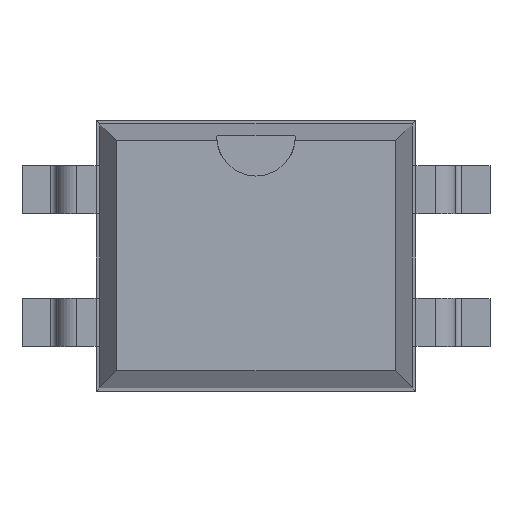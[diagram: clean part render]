
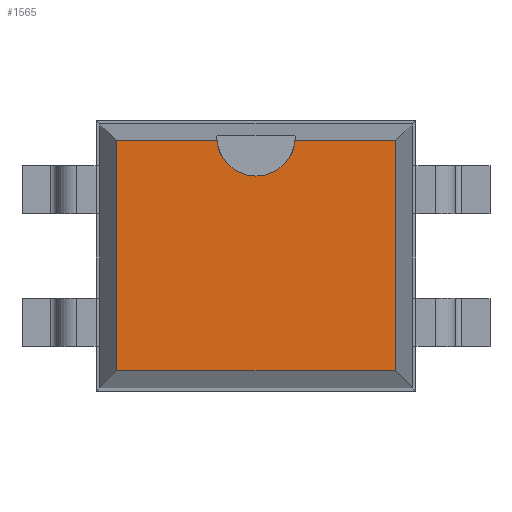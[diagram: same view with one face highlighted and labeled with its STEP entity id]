
A CAD part, top view. The second image highlights one B-rep face of the part: STEP entity #1565.
In plain terms, the highlighted planar face has unit normal (0, 0, 1).
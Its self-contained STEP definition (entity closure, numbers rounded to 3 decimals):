
#27=VECTOR('',#28,1.);
#28=DIRECTION('',(0.,1.,0.));
#34=VECTOR('',#35,1.);
#35=DIRECTION('',(-1.,0.,0.));
#41=VECTOR('',#42,1.);
#42=DIRECTION('',(0.,-1.,0.));
#46=VECTOR('',#47,1.);
#47=DIRECTION('',(1.,0.,0.));
#50=DIRECTION('',(0.,0.,-1.));
#483=DIRECTION('',(0.,0.,-1.));
#1089=VERTEX_POINT('',#1090);
#1090=CARTESIAN_POINT('',(2.661,2.201,3.68));
#1092=ORIENTED_EDGE('',*,*,#1093,.F.);
#1093=EDGE_CURVE('',#1094,#1089,#1096,.T.);
#1094=VERTEX_POINT('',#1095);
#1095=CARTESIAN_POINT('',(2.661,-2.201,3.68));
#1096=LINE('',#1095,#27);
#1304=VERTEX_POINT('',#1305);
#1305=CARTESIAN_POINT('',(-2.661,2.201,3.68));
#1307=ORIENTED_EDGE('',*,*,#1308,.F.);
#1308=EDGE_CURVE('',#1309,#1304,#1311,.T.);
#1309=VERTEX_POINT('',#1310);
#1310=CARTESIAN_POINT('',(-0.746,2.201,3.68));
#1311=LINE('',#1090,#34);
#1330=VERTEX_POINT('',#1331);
#1331=CARTESIAN_POINT('',(0.746,2.201,3.68));
#1337=ORIENTED_EDGE('',*,*,#1338,.F.);
#1338=EDGE_CURVE('',#1089,#1330,#1311,.T.);
#1352=VERTEX_POINT('',#1353);
#1353=CARTESIAN_POINT('',(-2.661,-2.201,3.68));
#1355=ORIENTED_EDGE('',*,*,#1356,.F.);
#1356=EDGE_CURVE('',#1304,#1352,#1357,.T.);
#1357=LINE('',#1305,#41);
#1560=ORIENTED_EDGE('',*,*,#1561,.F.);
#1561=EDGE_CURVE('',#1352,#1094,#1562,.T.);
#1562=LINE('',#1353,#46);
#1565=ADVANCED_FACE('',(#1566),#1577,.F.);
#1566=FACE_BOUND('',#1567,.F.);
#1567=EDGE_LOOP('',(#1092,#1560,#1355,#1307,#1568,#1575,#1337));
#1568=ORIENTED_EDGE('',*,*,#1569,.F.);
#1569=EDGE_CURVE('',#1570,#1309,#1572,.T.);
#1570=VERTEX_POINT('',#1571);
#1571=CARTESIAN_POINT('',(0.,1.526,3.68));
#1572=CIRCLE('',#1573,0.75);
#1573=AXIS2_PLACEMENT_3D('',#1574,#483,#42);
#1574=CARTESIAN_POINT('',(0.,2.276,3.68));
#1575=ORIENTED_EDGE('',*,*,#1576,.F.);
#1576=EDGE_CURVE('',#1330,#1570,#1572,.T.);
#1577=PLANE('',#1578);
#1578=AXIS2_PLACEMENT_3D('',#1095,#50,#1579);
#1579=DIRECTION('',(-0.771,0.637,0.));
